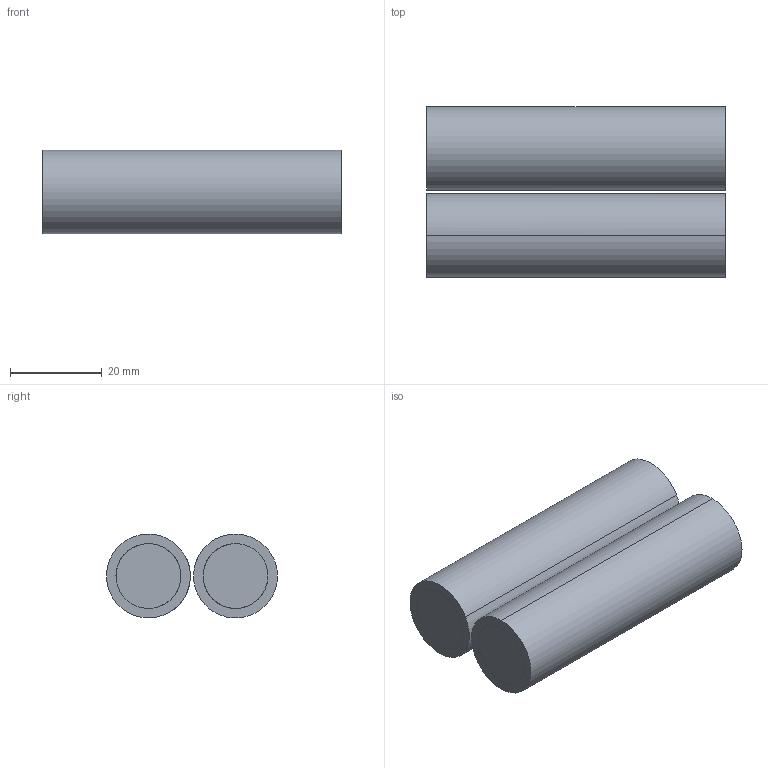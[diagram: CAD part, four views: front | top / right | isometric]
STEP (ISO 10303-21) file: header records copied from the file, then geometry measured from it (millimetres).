
FILE_DESCRIPTION(/* description */ (''),/* implementation_level */ '2;1');
FILE_NAME(/* name */ 'batt_cell_2s_cellsonly',/* time_stamp */ '2019-06-07T18:21:05+02:00',/* author */ (''),/* organization */ (''),/* preprocessor_version */ 'ST-DEVELOPER v15',/* originating_system */ '',/* authorisation */ '');
FILE_SCHEMA (('AUTOMOTIVE_DESIGN'));
Length unit declared in the file: millimetre
Products named in the file (1): Document
Bounding box: 65.1 x 37.29 x 18.29 mm (x, y, z)
Volume: 34401.1 mm3; surface area: 10294.2 mm2
Topology: 8 solids, 8 shells, 48 faces, 112 edges, 84 vertices
Faces by surface type: bspline 28, plane 20
Entity records: 1753 total; most frequent: CARTESIAN_POINT 974, ORIENTED_EDGE 224, EDGE_CURVE 112, VERTEX_POINT 84, EDGE_LOOP 56, ADVANCED_FACE 48, FACE_OUTER_BOUND 48, B_SPLINE_CURVE_WITH_KNOTS 28
